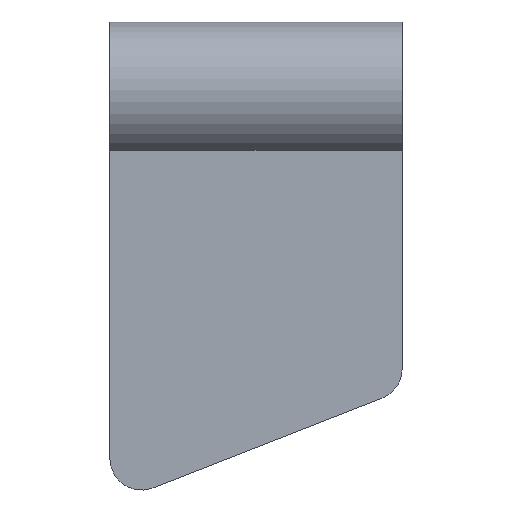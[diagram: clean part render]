
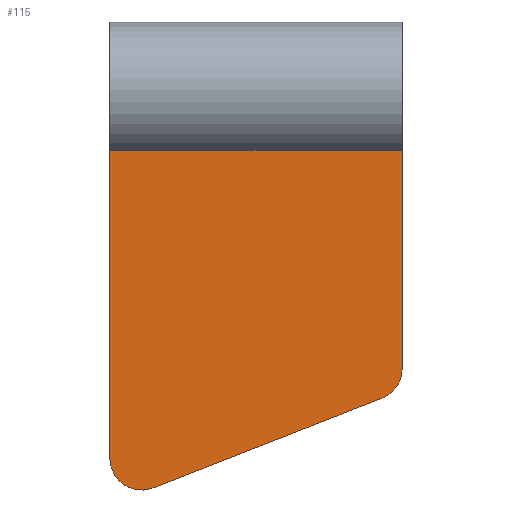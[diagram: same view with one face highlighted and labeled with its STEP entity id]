
A CAD part, left-side view. The second image highlights one B-rep face of the part: STEP entity #115.
In plain terms, the highlighted planar face has unit normal (-1, 0, 0).
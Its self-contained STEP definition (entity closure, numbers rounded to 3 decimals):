
#21 = EDGE_CURVE('',#22,#24,#26,.T.);
#22 = VERTEX_POINT('',#23);
#23 = CARTESIAN_POINT('',(-33.675,0.,7.465));
#24 = VERTEX_POINT('',#25);
#25 = CARTESIAN_POINT('',(-33.675,0.,-16.762));
#26 = LINE('',#27,#28);
#27 = CARTESIAN_POINT('',(-33.675,0.,7.465));
#28 = VECTOR('',#29,1.);
#29 = DIRECTION('',(0.,0.,-1.));
#115 = ADVANCED_FACE('',(#116),#159,.F.);
#116 = FACE_BOUND('',#117,.F.);
#117 = EDGE_LOOP('',(#118,#119,#127,#135,#144,#152));
#118 = ORIENTED_EDGE('',*,*,#21,.F.);
#119 = ORIENTED_EDGE('',*,*,#120,.T.);
#120 = EDGE_CURVE('',#22,#121,#123,.T.);
#121 = VERTEX_POINT('',#122);
#122 = CARTESIAN_POINT('',(-33.675,-23.,7.465));
#123 = LINE('',#124,#125);
#124 = CARTESIAN_POINT('',(-33.675,0.,7.465));
#125 = VECTOR('',#126,1.);
#126 = DIRECTION('',(0.,-1.,0.));
#127 = ORIENTED_EDGE('',*,*,#128,.T.);
#128 = EDGE_CURVE('',#121,#129,#131,.T.);
#129 = VERTEX_POINT('',#130);
#130 = CARTESIAN_POINT('',(-33.675,-23.,-9.719));
#131 = LINE('',#132,#133);
#132 = CARTESIAN_POINT('',(-33.675,-23.,7.465));
#133 = VECTOR('',#134,1.);
#134 = DIRECTION('',(0.,0.,-1.));
#135 = ORIENTED_EDGE('',*,*,#136,.T.);
#136 = EDGE_CURVE('',#129,#137,#139,.T.);
#137 = VERTEX_POINT('',#138);
#138 = CARTESIAN_POINT('',(-33.675,-21.411,-12.047));
#139 = CIRCLE('',#140,2.5);
#140 = AXIS2_PLACEMENT_3D('',#141,#142,#143);
#141 = CARTESIAN_POINT('',(-33.675,-20.5,-9.719));
#142 = DIRECTION('',(1.,0.,0.));
#143 = DIRECTION('',(0.,0.,-1.));
#144 = ORIENTED_EDGE('',*,*,#145,.T.);
#145 = EDGE_CURVE('',#137,#146,#148,.T.);
#146 = VERTEX_POINT('',#147);
#147 = CARTESIAN_POINT('',(-33.675,-3.411,-19.09));
#148 = LINE('',#149,#150);
#149 = CARTESIAN_POINT('',(-33.675,-16.232,-14.073));
#150 = VECTOR('',#151,1.);
#151 = DIRECTION('',(0.,0.931,-0.364));
#152 = ORIENTED_EDGE('',*,*,#153,.F.);
#153 = EDGE_CURVE('',#24,#146,#154,.T.);
#154 = CIRCLE('',#155,2.5);
#155 = AXIS2_PLACEMENT_3D('',#156,#157,#158);
#156 = CARTESIAN_POINT('',(-33.675,-2.5,-16.762));
#157 = DIRECTION('',(-1.,-0.,0.));
#158 = DIRECTION('',(0.,-1.,0.));
#159 = PLANE('',#160);
#160 = AXIS2_PLACEMENT_3D('',#161,#162,#163);
#161 = CARTESIAN_POINT('',(-33.675,0.,7.465));
#162 = DIRECTION('',(1.,0.,0.));
#163 = DIRECTION('',(0.,0.,-1.));
